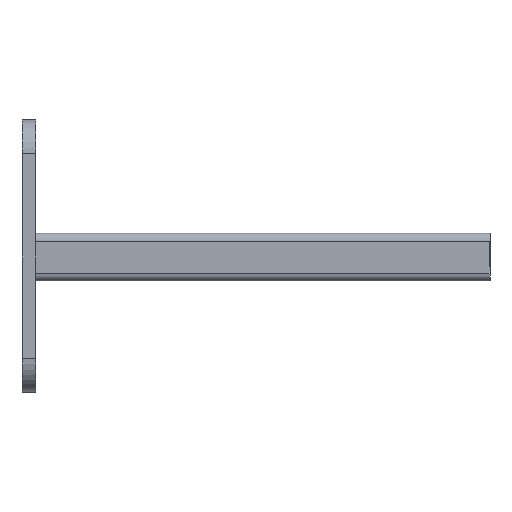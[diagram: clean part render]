
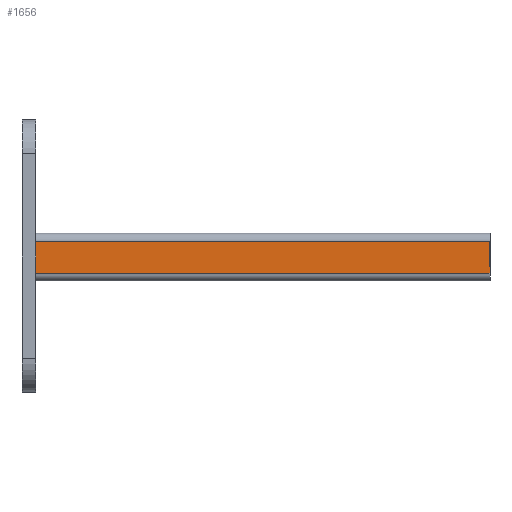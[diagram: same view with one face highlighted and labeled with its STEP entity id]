
A CAD part, left-side view. The second image highlights one B-rep face of the part: STEP entity #1656.
In plain terms, the highlighted planar face has unit normal (-1, 0, 0).
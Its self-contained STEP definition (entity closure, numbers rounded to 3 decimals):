
#4 = CARTESIAN_POINT ( 'NONE',  ( -20.5, 100., -17.5 ) ) ;
#58 = DIRECTION ( 'NONE',  ( 0., 0., 1. ) ) ;
#215 = CARTESIAN_POINT ( 'NONE',  ( -20.5, -1500., -17.5 ) ) ;
#222 = PLANE ( 'NONE',  #1529 ) ;
#227 = DIRECTION ( 'NONE',  ( -1., 0., 0. ) ) ;
#807 = EDGE_LOOP ( 'NONE', ( #2350, #2402, #2362, #2331 ) ) ;
#973 = VERTEX_POINT ( 'NONE', #1976 ) ;
#984 = VERTEX_POINT ( 'NONE', #1965 ) ;
#999 = VERTEX_POINT ( 'NONE', #1951 ) ;
#1081 = LINE ( 'NONE', #1857, #1083 ) ;
#1083 = VECTOR ( 'NONE', #1859, 1000. ) ;
#1087 = LINE ( 'NONE', #1876, #1121 ) ;
#1121 = VECTOR ( 'NONE', #1870, 1000. ) ;
#1128 = FACE_OUTER_BOUND ( 'NONE', #807, .T. ) ;
#1325 = VECTOR ( 'NONE', #2166, 1000. ) ;
#1337 = LINE ( 'NONE', #2179, #1325 ) ;
#1397 = EDGE_CURVE ( 'NONE', #2368, #999, #1087, .T. ) ;
#1404 = EDGE_CURVE ( 'NONE', #984, #2368, #1081, .T. ) ;
#1529 = AXIS2_PLACEMENT_3D ( 'NONE', #215, #227, #58 ) ;
#1656 = ADVANCED_FACE ( 'NONE', ( #1128 ), #222, .T. ) ;
#1857 = CARTESIAN_POINT ( 'NONE',  ( -20.5, -1500., -17.5 ) ) ;
#1859 = DIRECTION ( 'NONE',  ( 0., 1., 0. ) ) ;
#1870 = DIRECTION ( 'NONE',  ( 0., 0., 1. ) ) ;
#1876 = CARTESIAN_POINT ( 'NONE',  ( -20.5, 100., -21. ) ) ;
#1951 = CARTESIAN_POINT ( 'NONE',  ( -20.5, 100., -3.5 ) ) ;
#1965 = CARTESIAN_POINT ( 'NONE',  ( -20.5, -100., -17.5 ) ) ;
#1976 = CARTESIAN_POINT ( 'NONE',  ( -20.5, -100., -3.5 ) ) ;
#2111 = DIRECTION ( 'NONE',  ( 0., 1., 0. ) ) ;
#2112 = CARTESIAN_POINT ( 'NONE',  ( -20.5, -1500., -3.5 ) ) ;
#2166 = DIRECTION ( 'NONE',  ( 0., 0., -1. ) ) ;
#2179 = CARTESIAN_POINT ( 'NONE',  ( -20.5, -100., -21. ) ) ;
#2315 = VECTOR ( 'NONE', #2111, 1000. ) ;
#2318 = LINE ( 'NONE', #2112, #2315 ) ;
#2331 = ORIENTED_EDGE ( 'NONE', *, *, #2708, .F. ) ;
#2350 = ORIENTED_EDGE ( 'NONE', *, *, #2733, .T. ) ;
#2362 = ORIENTED_EDGE ( 'NONE', *, *, #1404, .F. ) ;
#2368 = VERTEX_POINT ( 'NONE', #4 ) ;
#2402 = ORIENTED_EDGE ( 'NONE', *, *, #1397, .F. ) ;
#2708 = EDGE_CURVE ( 'NONE', #973, #984, #1337, .T. ) ;
#2733 = EDGE_CURVE ( 'NONE', #973, #999, #2318, .T. ) ;
